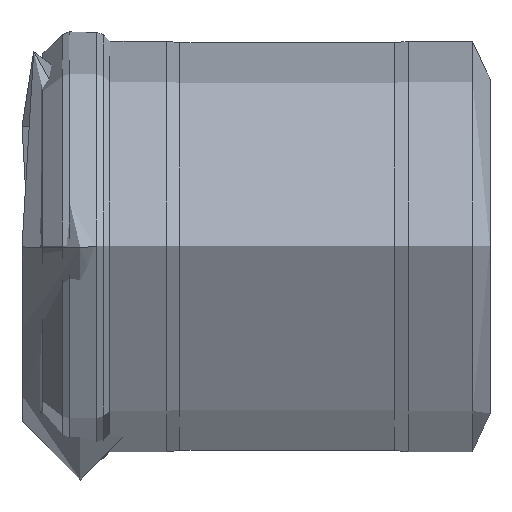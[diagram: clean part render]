
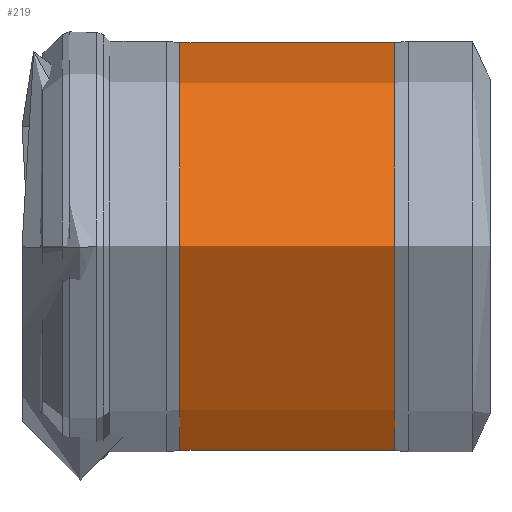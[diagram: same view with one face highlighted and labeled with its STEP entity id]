
A CAD part, top view. The second image highlights one B-rep face of the part: STEP entity #219.
In plain terms, the highlighted toroidal (fillet/blend) face has major radius 56.8 mm and minor radius 40 mm.
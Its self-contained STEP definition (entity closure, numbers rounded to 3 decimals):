
#78=TOROIDAL_SURFACE('',#411,56.8,40.);
#219=ADVANCED_FACE('',(#254,#255),#78,.F.);
#254=FACE_BOUND('',#290,.T.);
#255=FACE_BOUND('',#291,.T.);
#290=EDGE_LOOP('',(#326));
#291=EDGE_LOOP('',(#327));
#326=ORIENTED_EDGE('',*,*,#364,.F.);
#327=ORIENTED_EDGE('',*,*,#365,.T.);
#346=VERTEX_POINT('',#677);
#347=VERTEX_POINT('',#680);
#364=EDGE_CURVE('',#346,#346,#382,.T.);
#365=EDGE_CURVE('',#347,#347,#383,.T.);
#382=CIRCLE('',#408,17.867);
#383=CIRCLE('',#410,17.867);
#408=AXIS2_PLACEMENT_3D('',#676,#467,#468);
#410=AXIS2_PLACEMENT_3D('',#679,#471,#472);
#411=AXIS2_PLACEMENT_3D('',#681,#473,#474);
#467=DIRECTION('',(-1.,0.,0.));
#468=DIRECTION('',(0.,0.,1.));
#471=DIRECTION('',(-1.,0.,0.));
#472=DIRECTION('',(0.,0.,1.));
#473=DIRECTION('',(-1.,0.,0.));
#474=DIRECTION('',(0.,0.,1.));
#676=CARTESIAN_POINT('',(13.501,0.,0.));
#677=CARTESIAN_POINT('',(13.501,0.,17.867));
#679=CARTESIAN_POINT('',(31.853,0.,0.));
#680=CARTESIAN_POINT('',(31.853,0.,17.867));
#681=CARTESIAN_POINT('',(22.677,0.,0.));
